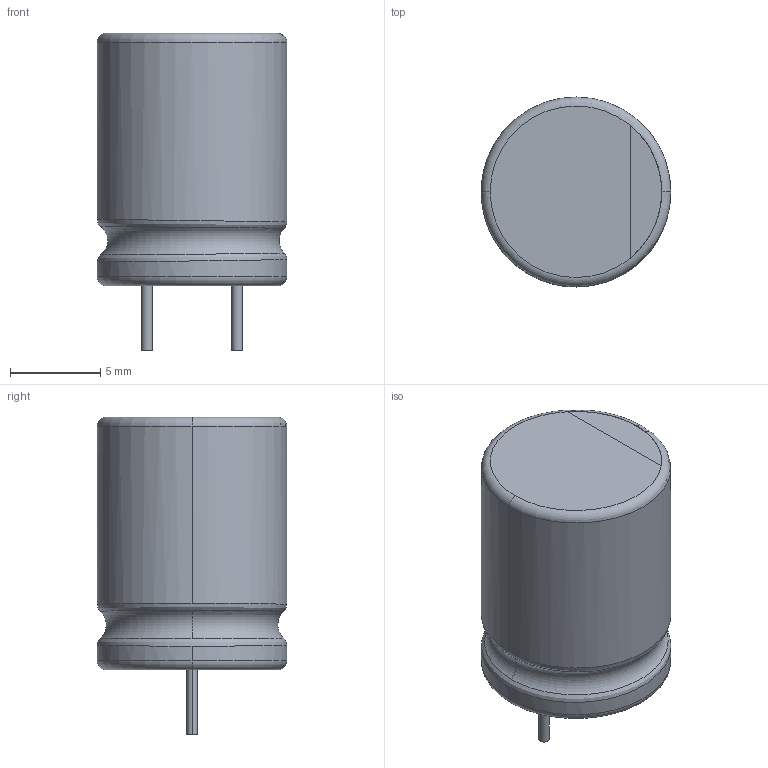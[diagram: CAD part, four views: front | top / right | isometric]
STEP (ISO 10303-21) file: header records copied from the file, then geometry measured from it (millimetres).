
FILE_DESCRIPTION((''),'2;1');
FILE_NAME('CAPPR500-1050X1400_a.stp','2014-08-28T14:05:32',(''),(''),'Mechanical Desktop 2011','Mechanical Desktop 2011',', , ');
FILE_SCHEMA(('AUTOMOTIVE_DESIGN { 1 2 10303 214 1 1 1 1 }'));
Length unit declared in the file: millimetre
Products named in the file (1): Product
Bounding box: 10.5 x 10.5 x 17.6 mm (x, y, z)
Volume: 1190.7 mm3; surface area: 660 mm2
Topology: 4 solids, 4 shells, 29 faces, 53 edges, 32 vertices
Faces by surface type: plane 11, cylinder 10, torus 6, bspline 2
Entity records: 1397 total; most frequent: CARTESIAN_POINT 769, DIRECTION 130, ORIENTED_EDGE 106, AXIS2_PLACEMENT_3D 57, EDGE_CURVE 53, VERTEX_POINT 32, EDGE_LOOP 29, FACE_OUTER_BOUND 29
